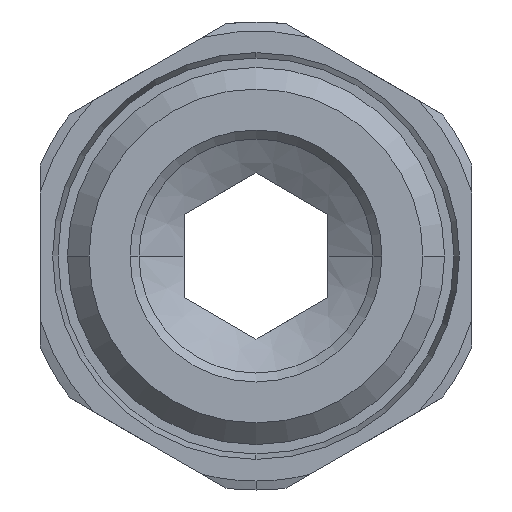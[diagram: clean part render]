
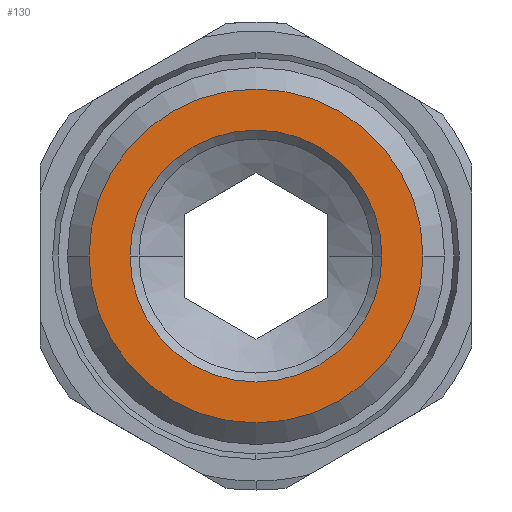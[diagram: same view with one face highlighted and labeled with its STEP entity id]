
A CAD part, left-side view. The second image highlights one B-rep face of the part: STEP entity #130.
In plain terms, the highlighted face is planar.
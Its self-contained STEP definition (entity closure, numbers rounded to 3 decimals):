
#130 = ADVANCED_FACE ( 'NONE', ( #10279, #1316 ), #15902, .T. ) ;
#1316 = FACE_OUTER_BOUND ( 'NONE', #2915, .T. ) ;
#2219 = DIRECTION ( 'NONE',  ( 0., 1., 0. ) ) ;
#2343 = DIRECTION ( 'NONE',  ( 0., -1., 0. ) ) ;
#2915 = EDGE_LOOP ( 'NONE', ( #3929, #8331 ) ) ;
#3455 = AXIS2_PLACEMENT_3D ( 'NONE', #14592, #13356, #11859 ) ;
#3518 = CARTESIAN_POINT ( 'NONE',  ( 0., 0., -8. ) ) ;
#3543 = CIRCLE ( 'NONE', #14643, 7. ) ;
#3929 = ORIENTED_EDGE ( 'NONE', *, *, #11036, .T. ) ;
#5489 = VERTEX_POINT ( 'NONE', #11112 ) ;
#6229 = CARTESIAN_POINT ( 'NONE',  ( 0., 0., -8. ) ) ;
#6483 = EDGE_LOOP ( 'NONE', ( #15167, #11422 ) ) ;
#6864 = CARTESIAN_POINT ( 'NONE',  ( 0., -7., -8. ) ) ;
#7123 = EDGE_CURVE ( 'NONE', #14532, #5489, #9775, .T. ) ;
#7229 = CARTESIAN_POINT ( 'NONE',  ( 0., 0., -8. ) ) ;
#7291 = DIRECTION ( 'NONE',  ( 0., 0., 1. ) ) ;
#7387 = DIRECTION ( 'NONE',  ( 0., 0., 1. ) ) ;
#7593 = VERTEX_POINT ( 'NONE', #6864 ) ;
#8331 = ORIENTED_EDGE ( 'NONE', *, *, #7123, .T. ) ;
#8524 = DIRECTION ( 'NONE',  ( 0., 0., -1. ) ) ;
#8584 = DIRECTION ( 'NONE',  ( 0., -1., 0. ) ) ;
#9201 = AXIS2_PLACEMENT_3D ( 'NONE', #7229, #8524, #2343 ) ;
#9775 = CIRCLE ( 'NONE', #9201, 9.278 ) ;
#10160 = AXIS2_PLACEMENT_3D ( 'NONE', #3518, #16195, #8584 ) ;
#10279 = FACE_BOUND ( 'NONE', #6483, .T. ) ;
#11036 = EDGE_CURVE ( 'NONE', #5489, #14532, #15974, .T. ) ;
#11112 = CARTESIAN_POINT ( 'NONE',  ( 0., -9.278, -8. ) ) ;
#11422 = ORIENTED_EDGE ( 'NONE', *, *, #15048, .T. ) ;
#11516 = EDGE_CURVE ( 'NONE', #11647, #7593, #3543, .T. ) ;
#11647 = VERTEX_POINT ( 'NONE', #13955 ) ;
#11859 = DIRECTION ( 'NONE',  ( -1., 0., 0. ) ) ;
#13356 = DIRECTION ( 'NONE',  ( 0., 0., -1. ) ) ;
#13955 = CARTESIAN_POINT ( 'NONE',  ( 0., 7., -8. ) ) ;
#14532 = VERTEX_POINT ( 'NONE', #14939 ) ;
#14592 = CARTESIAN_POINT ( 'NONE',  ( -2.37, 0., -8. ) ) ;
#14643 = AXIS2_PLACEMENT_3D ( 'NONE', #14976, #7291, #2219 ) ;
#14670 = CIRCLE ( 'NONE', #15827, 7. ) ;
#14939 = CARTESIAN_POINT ( 'NONE',  ( 0., 9.278, -8. ) ) ;
#14976 = CARTESIAN_POINT ( 'NONE',  ( 0., 0., -8. ) ) ;
#15048 = EDGE_CURVE ( 'NONE', #7593, #11647, #14670, .T. ) ;
#15167 = ORIENTED_EDGE ( 'NONE', *, *, #11516, .T. ) ;
#15827 = AXIS2_PLACEMENT_3D ( 'NONE', #6229, #7387, #16170 ) ;
#15902 = PLANE ( 'NONE',  #3455 ) ;
#15974 = CIRCLE ( 'NONE', #10160, 9.278 ) ;
#16170 = DIRECTION ( 'NONE',  ( 0., 1., 0. ) ) ;
#16195 = DIRECTION ( 'NONE',  ( 0., 0., -1. ) ) ;
